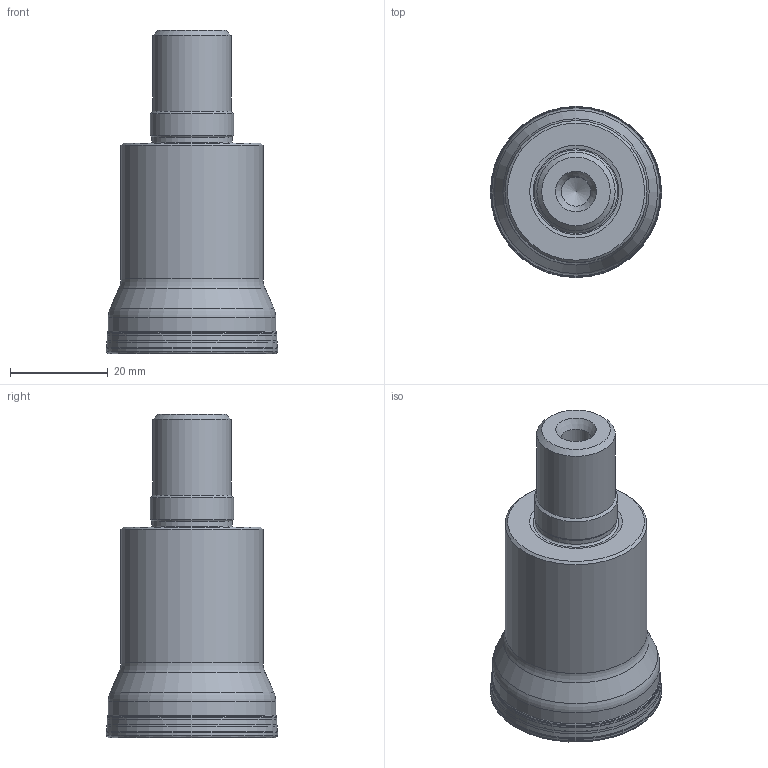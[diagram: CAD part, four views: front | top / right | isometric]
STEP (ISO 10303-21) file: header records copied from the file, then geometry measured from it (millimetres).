
FILE_DESCRIPTION(/* description */ (''),/* implementation_level */ '2;1');
FILE_NAME(/* name */ '35A6R043M16_SWN04C_C_SIM.stp',/* time_stamp */ '2018-05-31T12:26:52+02:00',/* author */ (''),/* organization */ (''),/* preprocessor_version */ 'ST-DEVELOPER v15',/* originating_system */ 'SIEMENS PLM Software NX 8.5',/* authorisation */ '');
FILE_SCHEMA (('AUTOMOTIVE_DESIGN { 1 0 10303 214 3 1 1 1 }'));
Length unit declared in the file: millimetre
Products named in the file (1): fo34372864C9ku58
Bounding box: 34.97 x 34.97 x 66.01 mm (x, y, z)
Volume: 36153.8 mm3; surface area: 9562.1 mm2
Topology: 2 solids, 2 shells, 84 faces, 168 edges, 88 vertices
Faces by surface type: revolution 57, cone 10, torus 7, cylinder 6, plane 4
Full cylindrical faces by diameter (mm): 6 x1, 16 x1, 16.5 x1, 17 x1, 29 x1, 34.22 x1
Entity records: 2130 total; most frequent: CARTESIAN_POINT 661, DIRECTION 279, FACE_BOUND 166, EDGE_LOOP 166, ORIENTED_EDGE 166, AXIS2_PLACEMENT_3D 111, ADVANCED_FACE 84, VERTEX_POINT 84
